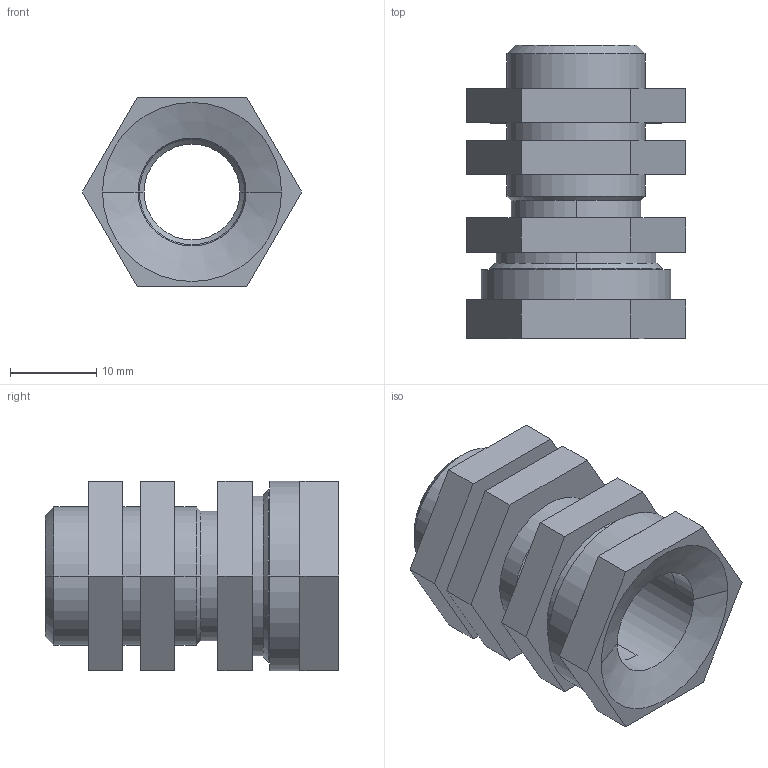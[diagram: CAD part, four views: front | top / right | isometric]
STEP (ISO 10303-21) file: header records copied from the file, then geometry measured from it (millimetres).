
FILE_DESCRIPTION((''),'2;1');
FILE_NAME('DM_CAD-2033','2014-10-13T',('Creinig-se'),(''),'PRO/ENGINEER BY PARAMETRIC TECHNOLOGY CORPORATION, 2013050','PRO/ENGINEER BY PARAMETRIC TECHNOLOGY CORPORATION, 2013050','');
FILE_SCHEMA(('CONFIG_CONTROL_DESIGN'));
Length unit declared in the file: millimetre
Products named in the file (1): DM_CAD-2033
Bounding box: 25.4 x 34 x 22 mm (x, y, z)
Volume: 6951.6 mm3; surface area: 5271.9 mm2
Topology: 1 solids, 1 shells, 71 faces, 166 edges, 106 vertices
Faces by surface type: plane 41, cylinder 18, cone 12
Entity records: 2606 total; most frequent: DIRECTION 364, CARTESIAN_POINT 343, ORIENTED_EDGE 332, PRESENTATION_STYLE_ASSIGNMENT 167, STYLED_ITEM 167, CURVE_STYLE 166, EDGE_CURVE 166, AXIS2_PLACEMENT_3D 127
